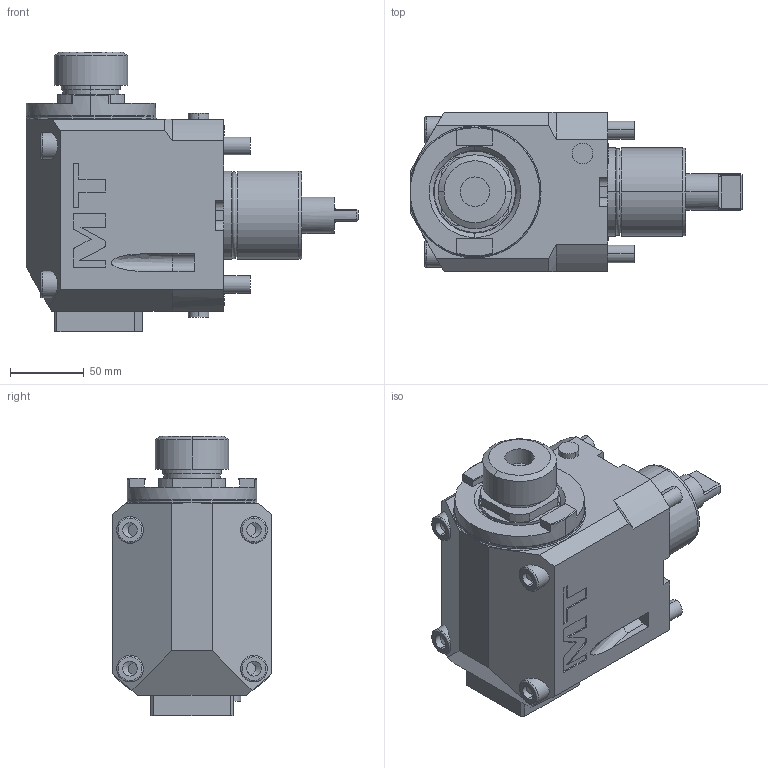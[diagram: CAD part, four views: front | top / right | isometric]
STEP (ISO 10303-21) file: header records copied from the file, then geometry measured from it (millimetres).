
FILE_DESCRIPTION((''),'2;1');
FILE_NAME('MNL0011532_CONF','2023-02-13T11:47:57',('sterribile'),('M.T. srl'),'CREO PARAMETRIC BY PTC INC, 2021072','CREO PARAMETRIC BY PTC INC, 2021072','');
FILE_SCHEMA(('CONFIG_CONTROL_DESIGN'));
Length unit declared in the file: millimetre
Products named in the file (1): MNL0011532_CONF
Bounding box: 225 x 108 x 189.56 mm (x, y, z)
Volume: 2032101 mm3; surface area: 125420.4 mm2
Topology: 1 solids, 1 shells, 273 faces, 674 edges, 443 vertices
Faces by surface type: plane 157, cylinder 78, cone 16, torus 16, extrusion 4, bspline 2
Entity records: 8937 total; most frequent: CARTESIAN_POINT 2298, DIRECTION 1380, ORIENTED_EDGE 1348, EDGE_CURVE 674, AXIS2_PLACEMENT_3D 482, VERTEX_POINT 443, VECTOR 416, LINE 412
